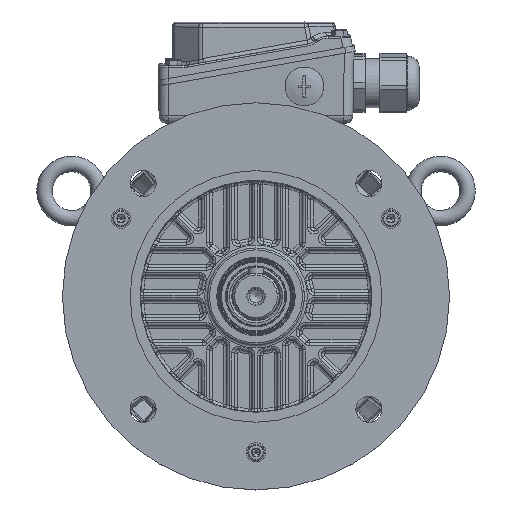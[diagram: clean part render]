
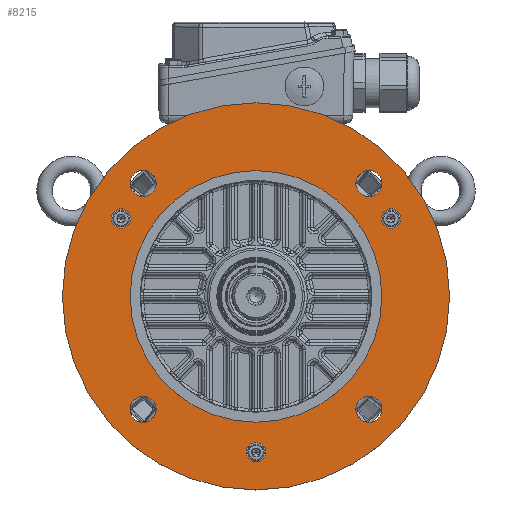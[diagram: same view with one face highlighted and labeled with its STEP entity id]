
A CAD part, top view. The second image highlights one B-rep face of the part: STEP entity #8215.
In plain terms, the highlighted planar face has unit normal (0, 0, 1).
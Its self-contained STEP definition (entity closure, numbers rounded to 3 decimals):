
#2261=FACE_BOUND('',#15150,.T.);
#2262=FACE_BOUND('',#15151,.T.);
#2263=FACE_BOUND('',#15152,.T.);
#2264=FACE_BOUND('',#15153,.T.);
#2265=FACE_BOUND('',#15154,.T.);
#2266=FACE_BOUND('',#15155,.T.);
#2267=FACE_BOUND('',#15156,.T.);
#2268=FACE_BOUND('',#15157,.T.);
#2269=FACE_BOUND('',#15158,.T.);
#8215=ADVANCED_FACE('',(#2261,#2262,#2263,#2264,#2265,#2266,#2267,#2268,
#2269),#10186,.T.);
#10186=PLANE('',#58464);
#15150=EDGE_LOOP('',(#27213));
#15151=EDGE_LOOP('',(#27214));
#15152=EDGE_LOOP('',(#27215));
#15153=EDGE_LOOP('',(#27216));
#15154=EDGE_LOOP('',(#27217));
#15155=EDGE_LOOP('',(#27218));
#15156=EDGE_LOOP('',(#27219));
#15157=EDGE_LOOP('',(#27220));
#15158=EDGE_LOOP('',(#27221));
#18371=CIRCLE('',#58433,65.);
#18373=CIRCLE('',#58436,100.);
#18388=CIRCLE('',#58457,6.75);
#18389=CIRCLE('',#58458,6.75);
#18390=CIRCLE('',#58459,6.75);
#18391=CIRCLE('',#58460,6.75);
#18392=CIRCLE('',#58461,5.);
#18393=CIRCLE('',#58462,5.);
#18394=CIRCLE('',#58463,5.);
#27213=ORIENTED_EDGE('',*,*,#44915,.T.);
#27214=ORIENTED_EDGE('',*,*,#44916,.T.);
#27215=ORIENTED_EDGE('',*,*,#44917,.F.);
#27216=ORIENTED_EDGE('',*,*,#44918,.F.);
#27217=ORIENTED_EDGE('',*,*,#44919,.T.);
#27218=ORIENTED_EDGE('',*,*,#44920,.T.);
#27219=ORIENTED_EDGE('',*,*,#44921,.T.);
#27220=ORIENTED_EDGE('',*,*,#44898,.F.);
#27221=ORIENTED_EDGE('',*,*,#44896,.T.);
#37611=VERTEX_POINT('',#96155);
#37613=VERTEX_POINT('',#96160);
#37627=VERTEX_POINT('',#96215);
#37628=VERTEX_POINT('',#96217);
#37629=VERTEX_POINT('',#96219);
#37630=VERTEX_POINT('',#96221);
#37631=VERTEX_POINT('',#96223);
#37632=VERTEX_POINT('',#96225);
#37633=VERTEX_POINT('',#96227);
#44896=EDGE_CURVE('',#37611,#37611,#18371,.T.);
#44898=EDGE_CURVE('',#37613,#37613,#18373,.T.);
#44915=EDGE_CURVE('',#37627,#37627,#18388,.T.);
#44916=EDGE_CURVE('',#37628,#37628,#18389,.T.);
#44917=EDGE_CURVE('',#37629,#37629,#18390,.T.);
#44918=EDGE_CURVE('',#37630,#37630,#18391,.T.);
#44919=EDGE_CURVE('',#37631,#37631,#18392,.T.);
#44920=EDGE_CURVE('',#37632,#37632,#18393,.T.);
#44921=EDGE_CURVE('',#37633,#37633,#18394,.T.);
#58433=AXIS2_PLACEMENT_3D('',#96154,#69282,#69283);
#58436=AXIS2_PLACEMENT_3D('',#96159,#69288,#69289);
#58457=AXIS2_PLACEMENT_3D('',#96214,#69330,#69331);
#58458=AXIS2_PLACEMENT_3D('',#96216,#69332,#69333);
#58459=AXIS2_PLACEMENT_3D('',#96218,#69334,#69335);
#58460=AXIS2_PLACEMENT_3D('',#96220,#69336,#69337);
#58461=AXIS2_PLACEMENT_3D('',#96222,#69338,#69339);
#58462=AXIS2_PLACEMENT_3D('',#96224,#69340,#69341);
#58463=AXIS2_PLACEMENT_3D('',#96226,#69342,#69343);
#58464=AXIS2_PLACEMENT_3D('',#96228,#69344,#69345);
#69282=DIRECTION('',(0.,0.,-1.));
#69283=DIRECTION('',(0.,1.,0.));
#69288=DIRECTION('',(0.,0.,-1.));
#69289=DIRECTION('',(1.,0.,0.));
#69330=DIRECTION('',(0.,0.,-1.));
#69331=DIRECTION('',(1.,0.,0.));
#69332=DIRECTION('',(0.,0.,-1.));
#69333=DIRECTION('',(1.,0.,0.));
#69334=DIRECTION('',(0.,0.,1.));
#69335=DIRECTION('',(1.,0.,0.));
#69336=DIRECTION('',(0.,0.,1.));
#69337=DIRECTION('',(1.,0.,0.));
#69338=DIRECTION('',(0.,0.,-1.));
#69339=DIRECTION('',(-1.,0.,0.));
#69340=DIRECTION('',(0.,0.,-1.));
#69341=DIRECTION('',(-1.,0.,0.));
#69342=DIRECTION('',(0.,0.,-1.));
#69343=DIRECTION('',(-1.,0.,0.));
#69344=DIRECTION('',(0.,0.,1.));
#69345=DIRECTION('',(1.,0.,0.));
#96154=CARTESIAN_POINT('',(-20.194,-20.194,41.4));
#96155=CARTESIAN_POINT('',(-20.194,44.806,41.4));
#96159=CARTESIAN_POINT('',(-20.194,-20.194,41.4));
#96160=CARTESIAN_POINT('',(79.806,-20.194,41.4));
#96214=CARTESIAN_POINT('',(-78.53,38.142,41.4));
#96215=CARTESIAN_POINT('',(-71.78,38.142,41.4));
#96216=CARTESIAN_POINT('',(38.142,-78.53,41.4));
#96217=CARTESIAN_POINT('',(44.892,-78.53,41.4));
#96218=CARTESIAN_POINT('',(-78.53,-78.53,41.4));
#96219=CARTESIAN_POINT('',(-71.78,-78.53,41.4));
#96220=CARTESIAN_POINT('',(38.142,38.142,41.4));
#96221=CARTESIAN_POINT('',(44.892,38.142,41.4));
#96222=CARTESIAN_POINT('',(-20.194,-100.694,41.4));
#96223=CARTESIAN_POINT('',(-25.194,-100.694,41.4));
#96224=CARTESIAN_POINT('',(-89.909,20.056,41.4));
#96225=CARTESIAN_POINT('',(-94.909,20.056,41.4));
#96226=CARTESIAN_POINT('',(49.521,20.056,41.4));
#96227=CARTESIAN_POINT('',(44.521,20.056,41.4));
#96228=CARTESIAN_POINT('',(-20.194,-20.194,41.4));
